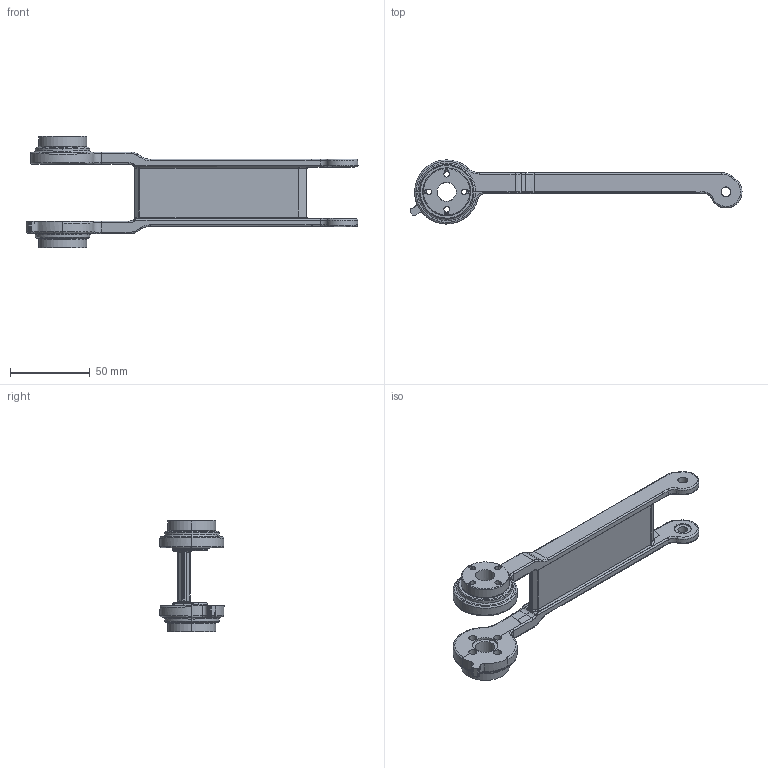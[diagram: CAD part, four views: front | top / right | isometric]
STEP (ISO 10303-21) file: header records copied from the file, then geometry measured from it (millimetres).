
FILE_DESCRIPTION(('FreeCAD Model'),'2;1');
FILE_NAME('Open CASCADE Shape Model','2024-08-13T09:13:59',('Author'),( ''),'Open CASCADE STEP processor 7.6','FreeCAD','Unknown');
FILE_SCHEMA(('AUTOMOTIVE_DESIGN { 1 0 10303 214 1 1 1 1 }'));
Length unit declared in the file: millimetre
Products named in the file (1): 11_Robot_Link2_BaseControl_1_unit
Bounding box: 207.96 x 40.12 x 70 mm (x, y, z)
Volume: 78197.4 mm3; surface area: 28380 mm2
Topology: 1 solids, 1 shells, 372 faces, 943 edges, 572 vertices
Faces by surface type: cylinder 140, bspline 103, plane 82, cone 47
Full cylindrical faces by diameter (mm): 3.5 x8, 5 x4, 6.1 x2, 12 x2
Entity records: 19955 total; most frequent: CARTESIAN_POINT 12495, ORIENTED_EDGE 1856, DIRECTION 1065, EDGE_CURVE 928, VERTEX_POINT 572, B_SPLINE_CURVE_WITH_KNOTS 480, FACE_BOUND 410, EDGE_LOOP 410
